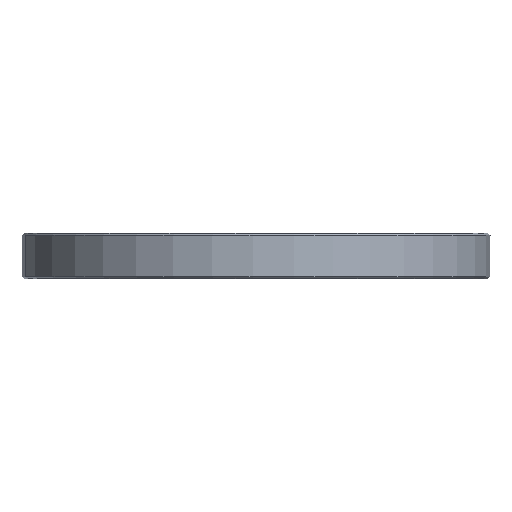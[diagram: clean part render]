
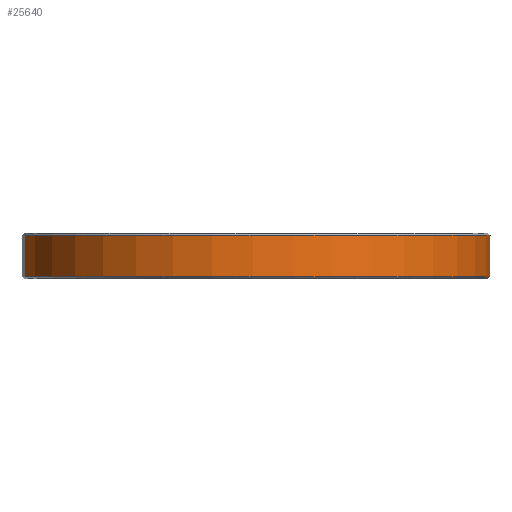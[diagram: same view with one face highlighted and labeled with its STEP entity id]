
A CAD part, front view. The second image highlights one B-rep face of the part: STEP entity #25640.
In plain terms, the highlighted cylindrical face has radius 48.5 mm (diameter 97 mm), a partial arc.
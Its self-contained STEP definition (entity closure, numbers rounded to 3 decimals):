
#5710=CARTESIAN_POINT('',(129.061,-50.945,
-1122.589));
#5720=VERTEX_POINT('',#5710);
#5750=CARTESIAN_POINT('',(156.586,-90.405,
-1116.466));
#5760=DIRECTION('',(-0.121,0.07,
0.99));
#5770=DIRECTION('',(0.568,-0.814,
0.126));
#5780=AXIS2_PLACEMENT_3D('',#5750,#5760,#5770);
#5790=CIRCLE('',#5780,48.5);
#5800=CARTESIAN_POINT('',(184.112,-129.865,
-1110.343));
#5810=VERTEX_POINT('',#5800);
#5820=EDGE_CURVE('',#5810,#5720,#5790,.T.);
#20110=CARTESIAN_POINT('',(185.136,-130.457,
-1118.76));
#20120=VERTEX_POINT('',#20110);
#20150=CARTESIAN_POINT('',(157.611,-90.997,
-1124.883));
#20160=DIRECTION('',(-0.121,0.07,
0.99));
#20170=DIRECTION('',(0.568,-0.814,
0.126));
#20180=AXIS2_PLACEMENT_3D('',#20150,#20160,#20170);
#20190=CIRCLE('',#20180,48.5);
#20200=CARTESIAN_POINT('',(130.085,-51.536,
-1131.006));
#20210=VERTEX_POINT('',#20200);
#20220=EDGE_CURVE('',#20120,#20210,#20190,.T.);
#25430=CARTESIAN_POINT('',(156.526,-90.37,
-1115.971));
#25440=DIRECTION('',(-0.121,0.07,
0.99));
#25450=DIRECTION('',(-0.568,0.814,
-0.126));
#25460=AXIS2_PLACEMENT_3D('',#25430,#25440,#25450);
#25470=CYLINDRICAL_SURFACE('',#25460,48.5);
#25480=CARTESIAN_POINT('',(184.052,-129.831,
-1109.848));
#25490=DIRECTION('',(-0.121,0.07,
0.99));
#25500=VECTOR('',#25490,1.);
#25510=LINE('',#25480,#25500);
#25520=EDGE_CURVE('',#20120,#5810,#25510,.T.);
#25530=ORIENTED_EDGE('',*,*,#25520,.F.);
#25540=ORIENTED_EDGE('',*,*,#5820,.F.);
#25550=CARTESIAN_POINT('',(129.001,-50.91,
-1122.094));
#25560=DIRECTION('',(-0.121,0.07,
0.99));
#25570=VECTOR('',#25560,1.);
#25580=LINE('',#25550,#25570);
#25590=EDGE_CURVE('',#20210,#5720,#25580,.T.);
#25600=ORIENTED_EDGE('',*,*,#25590,.T.);
#25610=ORIENTED_EDGE('',*,*,#20220,.T.);
#25620=EDGE_LOOP('',(#25610,#25600,#25540,#25530));
#25630=FACE_OUTER_BOUND('',#25620,.T.);
#25640=ADVANCED_FACE('',(#25630),#25470,.T.);
